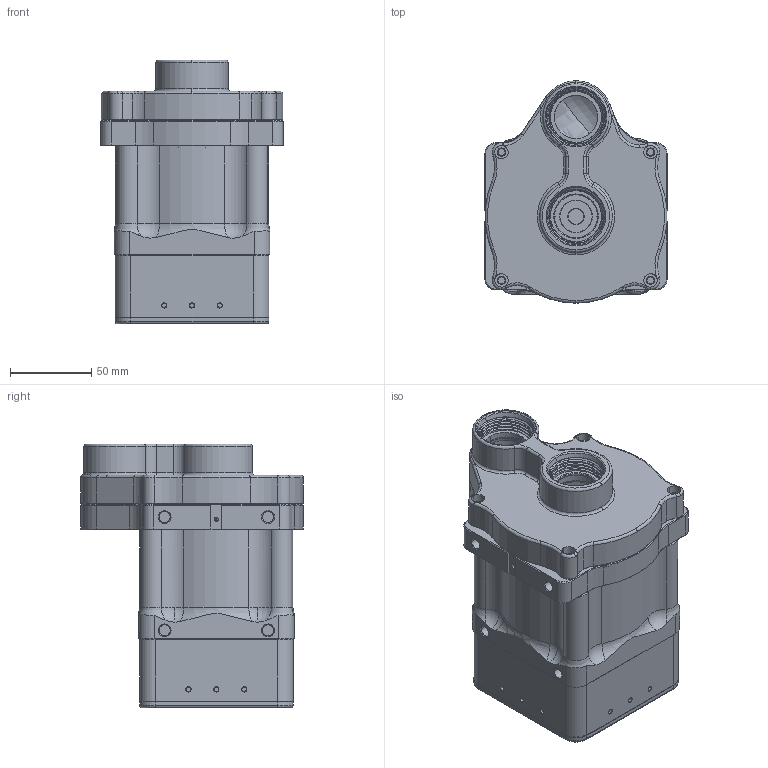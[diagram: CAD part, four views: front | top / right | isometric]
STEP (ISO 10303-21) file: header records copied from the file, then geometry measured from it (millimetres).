
FILE_DESCRIPTION (( 'STEP AP203' ), '1' );
FILE_NAME ('WP724-5_4Website_110520.STEP', '2020-11-05T17:06:51', ( '' ), ( '' ), 'SwSTEP 2.0', 'SolidWorks 2020', '' );
FILE_SCHEMA (( 'CONFIG_CONTROL_DESIGN' ));
Length unit declared in the file: inch
Products named in the file (1): WP724-5_4Website_110520
Bounding box: 111.76 x 136.53 x 162.05 mm (x, y, z)
Volume: 557693.7 mm3; surface area: 216478.9 mm2
Topology: 6 solids, 6 shells, 1254 faces, 2980 edges, 1799 vertices
Faces by surface type: cylinder 411, cone 365, plane 222, torus 202, bspline 53, sphere 1
Entity records: 48814 total; most frequent: CARTESIAN_POINT 19229, DIRECTION 6700, ORIENTED_EDGE 5960, EDGE_CURVE 2980, AXIS2_PLACEMENT_3D 2823, VERTEX_POINT 1799, CIRCLE 1621, EDGE_LOOP 1389
